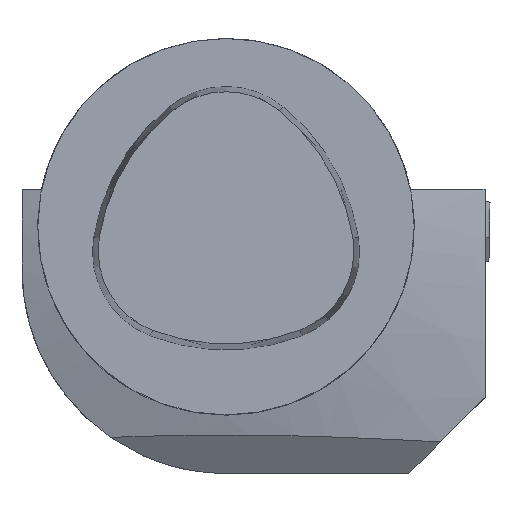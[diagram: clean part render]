
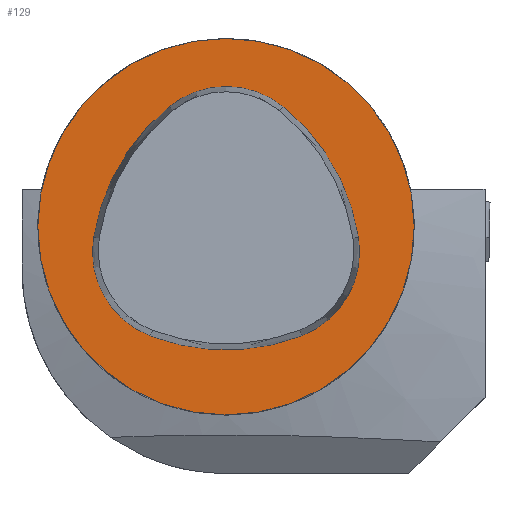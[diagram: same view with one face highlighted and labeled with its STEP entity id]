
A CAD part, top view. The second image highlights one B-rep face of the part: STEP entity #129.
In plain terms, the highlighted planar face has unit normal (0, 0, 1).
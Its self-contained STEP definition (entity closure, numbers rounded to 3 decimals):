
#97=CIRCLE('',#900,25.);
#129=ADVANCED_FACE('',(#212),#172,.T.);
#172=PLANE('',#906);
#212=FACE_OUTER_BOUND('',#265,.T.);
#265=EDGE_LOOP('',(#412));
#412=ORIENTED_EDGE('',*,*,#656,.F.);
#564=VERTEX_POINT('',#1380);
#656=EDGE_CURVE('',#564,#564,#97,.T.);
#900=AXIS2_PLACEMENT_3D('',#1379,#1063,#1064);
#906=AXIS2_PLACEMENT_3D('',#1398,#1079,#1080);
#1063=DIRECTION('',(0.,0.,-1.));
#1064=DIRECTION('',(0.,-1.,0.));
#1079=DIRECTION('',(0.,0.,1.));
#1080=DIRECTION('',(0.,1.,0.));
#1379=CARTESIAN_POINT('',(0.,0.,0.));
#1380=CARTESIAN_POINT('',(0.,-25.,0.));
#1398=CARTESIAN_POINT('',(25.,0.,0.));
